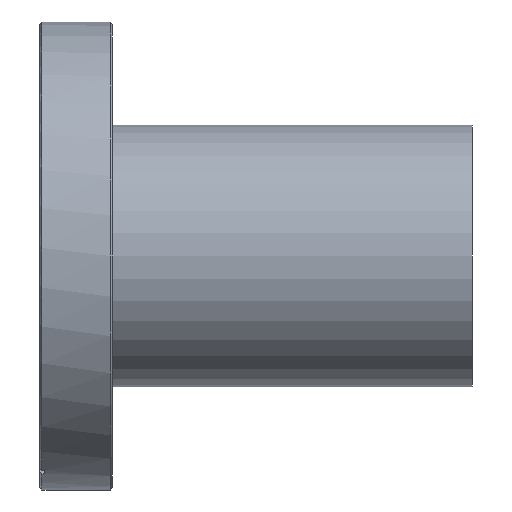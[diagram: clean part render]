
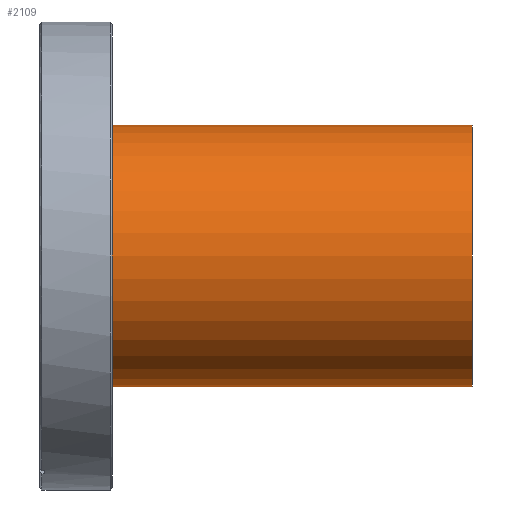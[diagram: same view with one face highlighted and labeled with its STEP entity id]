
A CAD part, left-side view. The second image highlights one B-rep face of the part: STEP entity #2109.
In plain terms, the highlighted cylindrical face has radius 31.75 mm (diameter 63.5 mm), a partial arc.
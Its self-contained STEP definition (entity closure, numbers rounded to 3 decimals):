
#28 = VERTEX_POINT ( 'NONE', #1179 ) ;
#34 = DIRECTION ( 'NONE',  ( 0., 0., -1. ) ) ;
#43 = DIRECTION ( 'NONE',  ( 0., -1., 0. ) ) ;
#235 = VECTOR ( 'NONE', #2397, 1000. ) ;
#348 = CARTESIAN_POINT ( 'NONE',  ( 0., 95.3, 31.75 ) ) ;
#377 = DIRECTION ( 'NONE',  ( 0., -1., 0. ) ) ;
#431 = VECTOR ( 'NONE', #377, 1000. ) ;
#455 = LINE ( 'NONE', #348, #431 ) ;
#457 = AXIS2_PLACEMENT_3D ( 'NONE', #2539, #43, #34 ) ;
#513 = CYLINDRICAL_SURFACE ( 'NONE', #457, 31.75 ) ;
#539 = FACE_OUTER_BOUND ( 'NONE', #1692, .T. ) ;
#664 = CARTESIAN_POINT ( 'NONE',  ( 0., 95.3, 0. ) ) ;
#673 = LINE ( 'NONE', #2388, #235 ) ;
#674 = DIRECTION ( 'NONE',  ( 0., 1., 0. ) ) ;
#681 = DIRECTION ( 'NONE',  ( 0., 0., 1. ) ) ;
#866 = ORIENTED_EDGE ( 'NONE', *, *, #1646, .F. ) ;
#911 = VERTEX_POINT ( 'NONE', #2407 ) ;
#924 = CIRCLE ( 'NONE', #1690, 31.75 ) ;
#1087 = CIRCLE ( 'NONE', #2805, 31.75 ) ;
#1179 = CARTESIAN_POINT ( 'NONE',  ( 0., 0., -31.75 ) ) ;
#1202 = ORIENTED_EDGE ( 'NONE', *, *, #1732, .T. ) ;
#1233 = CARTESIAN_POINT ( 'NONE',  ( 0., 0., 31.75 ) ) ;
#1380 = VERTEX_POINT ( 'NONE', #1751 ) ;
#1404 = CARTESIAN_POINT ( 'NONE',  ( 0., 0., 0. ) ) ;
#1414 = DIRECTION ( 'NONE',  ( 0., 1., 0. ) ) ;
#1418 = DIRECTION ( 'NONE',  ( 0., 0., 1. ) ) ;
#1448 = ORIENTED_EDGE ( 'NONE', *, *, #2182, .F. ) ;
#1646 = EDGE_CURVE ( 'NONE', #1380, #911, #1087, .T. ) ;
#1690 = AXIS2_PLACEMENT_3D ( 'NONE', #1404, #1414, #1418 ) ;
#1692 = EDGE_LOOP ( 'NONE', ( #1448, #866, #2093, #1202 ) ) ;
#1732 = EDGE_CURVE ( 'NONE', #28, #2287, #924, .T. ) ;
#1751 = CARTESIAN_POINT ( 'NONE',  ( 0., 95.3, -31.75 ) ) ;
#2093 = ORIENTED_EDGE ( 'NONE', *, *, #2432, .T. ) ;
#2109 = ADVANCED_FACE ( 'NONE', ( #539 ), #513, .T. ) ;
#2182 = EDGE_CURVE ( 'NONE', #911, #2287, #455, .T. ) ;
#2287 = VERTEX_POINT ( 'NONE', #1233 ) ;
#2388 = CARTESIAN_POINT ( 'NONE',  ( 0., 95.3, -31.75 ) ) ;
#2397 = DIRECTION ( 'NONE',  ( 0., -1., 0. ) ) ;
#2407 = CARTESIAN_POINT ( 'NONE',  ( 0., 95.3, 31.75 ) ) ;
#2432 = EDGE_CURVE ( 'NONE', #1380, #28, #673, .T. ) ;
#2539 = CARTESIAN_POINT ( 'NONE',  ( 0., 95.3, 0. ) ) ;
#2805 = AXIS2_PLACEMENT_3D ( 'NONE', #664, #674, #681 ) ;
